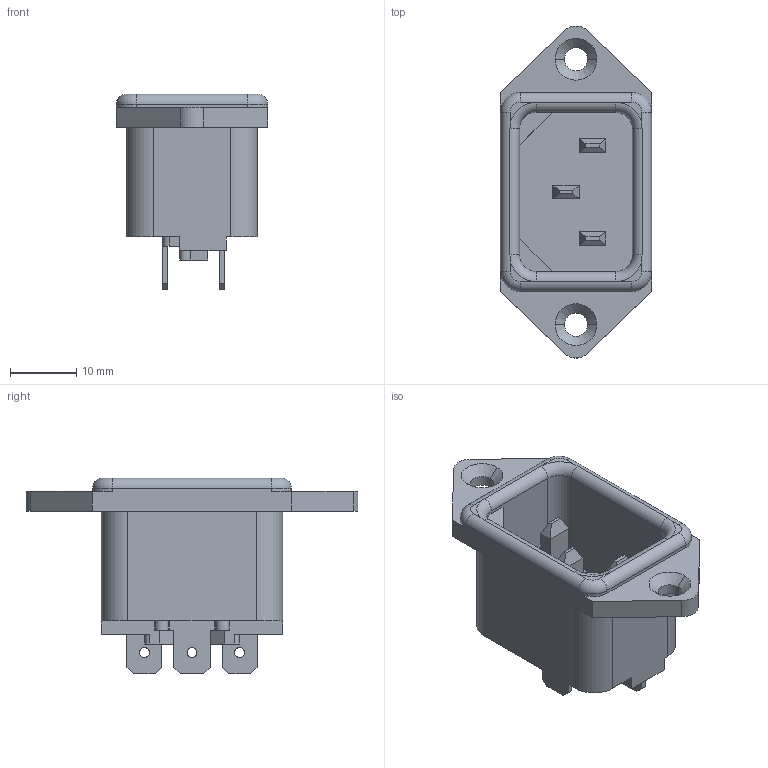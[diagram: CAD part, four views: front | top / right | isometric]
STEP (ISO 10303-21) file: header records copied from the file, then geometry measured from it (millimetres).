
FILE_DESCRIPTION (( 'STEP AP214' ), '1' );
FILE_NAME ('Soket.STEP', '2017-02-25T09:20:05', ( '' ), ( '' ), 'SwSTEP 2.0', 'SolidWorks 2016', '' );
FILE_SCHEMA (( 'AUTOMOTIVE_DESIGN' ));
Length unit declared in the file: millimetre
Products named in the file (1): Soket
Bounding box: 22.8 x 50.03 x 29.5 mm (x, y, z)
Volume: 6773.5 mm3; surface area: 5986.8 mm2
Topology: 1 solids, 1 shells, 203 faces, 540 edges, 348 vertices
Faces by surface type: plane 151, cylinder 40, torus 8, cone 4
Entity records: 7134 total; most frequent: CARTESIAN_POINT 1104, ORIENTED_EDGE 1080, DIRECTION 1036, EDGE_CURVE 540, LINE 444, VECTOR 444, VERTEX_POINT 348, AXIS2_PLACEMENT_3D 296
